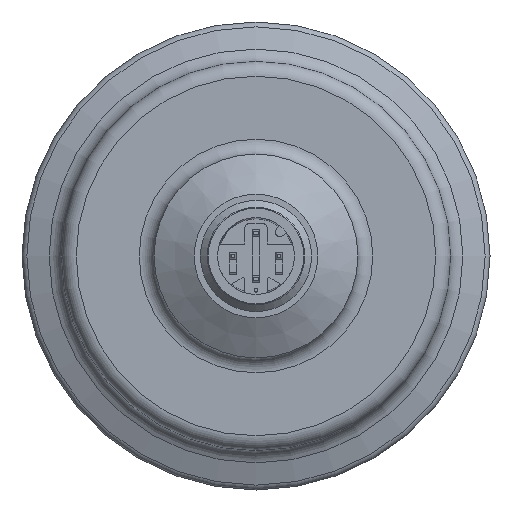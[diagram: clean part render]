
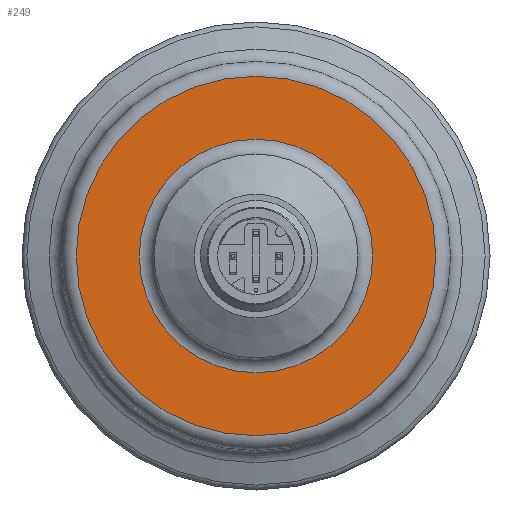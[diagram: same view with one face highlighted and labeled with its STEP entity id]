
A CAD part, front view. The second image highlights one B-rep face of the part: STEP entity #249.
In plain terms, the highlighted planar face has unit normal (0, -1, 0).
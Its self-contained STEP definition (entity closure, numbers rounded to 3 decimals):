
#249 = ADVANCED_FACE( '', ( #612, #613 ), #614, .T. );
#612 = FACE_OUTER_BOUND( '', #1115, .T. );
#613 = FACE_BOUND( '', #1116, .T. );
#614 = PLANE( '', #1117 );
#1115 = EDGE_LOOP( '', ( #1813 ) );
#1116 = EDGE_LOOP( '', ( #1814 ) );
#1117 = AXIS2_PLACEMENT_3D( '', #1815, #1816, #1817 );
#1813 = ORIENTED_EDGE( '', *, *, #2980, .T. );
#1814 = ORIENTED_EDGE( '', *, *, #2981, .T. );
#1815 = CARTESIAN_POINT( '', ( 0., -11.5, -11. ) );
#1816 = DIRECTION( '', ( 0., -1., 0. ) );
#1817 = DIRECTION( '', ( 0., 0., -1. ) );
#2980 = EDGE_CURVE( '', #3614, #3614, #3615, .T. );
#2981 = EDGE_CURVE( '', #3616, #3616, #3617, .F. );
#3614 = VERTEX_POINT( '', #4475 );
#3615 = CIRCLE( '', #4476, 19.4 );
#3616 = VERTEX_POINT( '', #4477 );
#3617 = CIRCLE( '', #4478, 12.6 );
#4475 = CARTESIAN_POINT( '', ( 0., -11.5, -19.4 ) );
#4476 = AXIS2_PLACEMENT_3D( '', #5256, #5257, #5258 );
#4477 = CARTESIAN_POINT( '', ( 0., -11.5, -12.6 ) );
#4478 = AXIS2_PLACEMENT_3D( '', #5259, #5260, #5261 );
#5256 = CARTESIAN_POINT( '', ( 0., -11.5, 0. ) );
#5257 = DIRECTION( '', ( 0., -1., 0. ) );
#5258 = DIRECTION( '', ( 0., 0., -1. ) );
#5259 = CARTESIAN_POINT( '', ( 0., -11.5, 0. ) );
#5260 = DIRECTION( '', ( 0., -1., 0. ) );
#5261 = DIRECTION( '', ( 0., 0., -1. ) );
